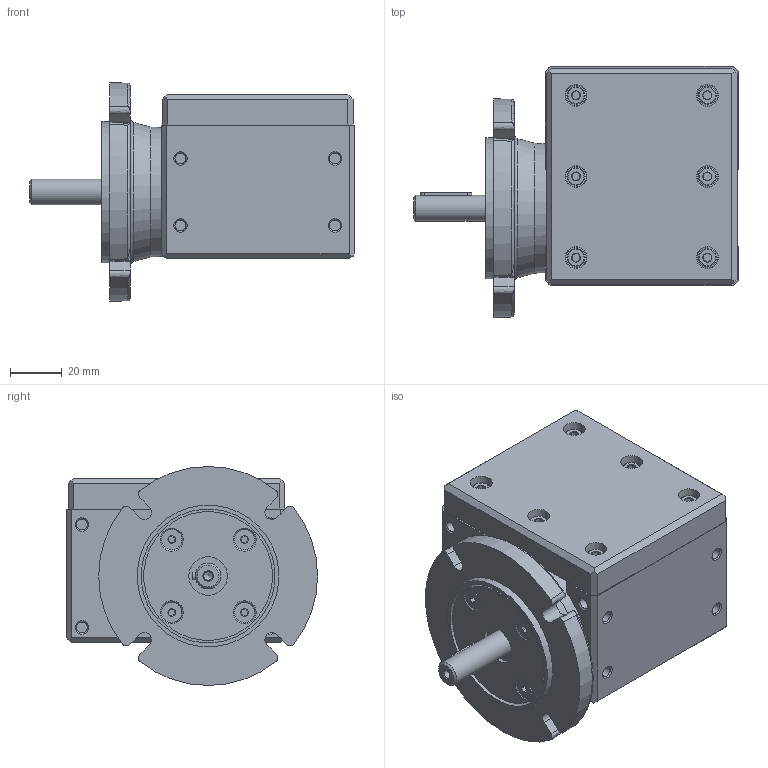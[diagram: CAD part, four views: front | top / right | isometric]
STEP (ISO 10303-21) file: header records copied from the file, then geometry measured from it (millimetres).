
FILE_DESCRIPTION( ( 'Unknown' ), '1' );
FILE_NAME( '0-1MG.stp', 'Unknown', ( 'Unknown' ), ( 'Unknown' ), 'PSStep 13.0', 'Unknown', ' ' );
FILE_SCHEMA( ( 'AUTOMOTIVE_DESIGN { 1 0 10303 214 1 1 1 1 }' ) );
Length unit declared in the file: millimetre
Products named in the file (1): Gehaeuse
Bounding box: 126 x 97.49 x 84.97 mm (x, y, z)
Volume: 471381.8 mm3; surface area: 53488.8 mm2
Topology: 1 solids, 15 shells, 420 faces, 993 edges, 660 vertices
Faces by surface type: plane 231, cone 101, cylinder 69, torus 11, bspline 8
Full cylindrical faces by diameter (mm): 3.3 x1, 4 x14, 4.2 x16, 4.5 x8, 4.6 x4, 7 x6, 8 x8, 10 x1, 15 x1, 25 x1, 30 x1, 50 x2, 52 x3, 55 x1
Entity records: 19503 total; most frequent: CARTESIAN_POINT 7337, DIRECTION 1768, ORIENTED_EDGE 1600, EDGE_CURVE 800, AXIS2_PLACEMENT_3D 683, EDGE_LOOP 636, VERTEX_POINT 599, FACE_OUTER_BOUND 494
